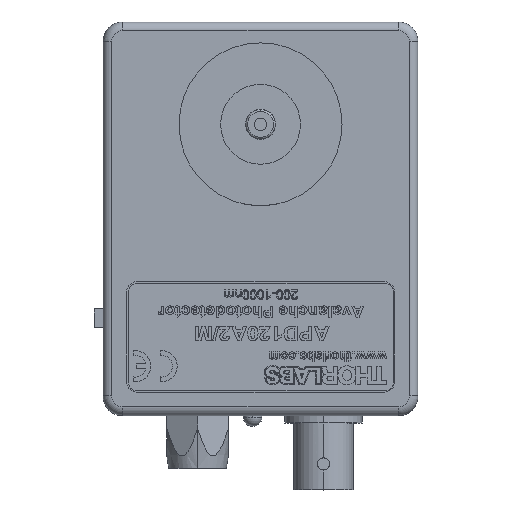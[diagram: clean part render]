
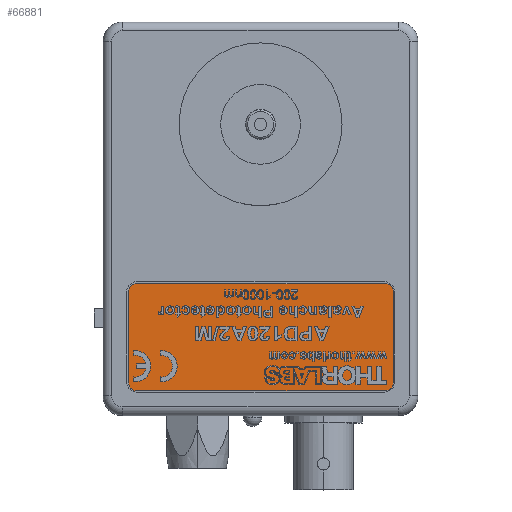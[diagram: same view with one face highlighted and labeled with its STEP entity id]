
A CAD part, top view. The second image highlights one B-rep face of the part: STEP entity #66881.
In plain terms, the highlighted face is planar.
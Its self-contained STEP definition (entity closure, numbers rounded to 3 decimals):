
#12978 = LINE ( 'NONE', #56112, #13006 ) ;
#13006 = VECTOR ( 'NONE', #56136, 1000. ) ;
#13017 = LINE ( 'NONE', #56145, #13023 ) ;
#13023 = VECTOR ( 'NONE', #56146, 1000. ) ;
#13033 = LINE ( 'NONE', #56152, #13037 ) ;
#13037 = VECTOR ( 'NONE', #56153, 1000. ) ;
#13046 = LINE ( 'NONE', #56159, #13050 ) ;
#13050 = VECTOR ( 'NONE', #56160, 1000. ) ;
#13053 = CIRCLE ( 'NONE', #84433, 1.27 ) ;
#13057 = CIRCLE ( 'NONE', #84434, 1.27 ) ;
#13058 = CIRCLE ( 'NONE', #84435, 1.27 ) ;
#13059 = CIRCLE ( 'NONE', #84436, 1.27 ) ;
#22101 = AXIS2_PLACEMENT_3D ( 'NONE', #31938, #31950, #31952 ) ;
#28200 = EDGE_LOOP ( 'NONE', ( #71702, #71703, #71704, #71705, #71706, #71707, #71708, #71709 ) ) ;
#31938 = CARTESIAN_POINT ( 'NONE',  ( 0., 0.25, -17.272 ) ) ;
#31947 = PLANE ( 'NONE',  #22101 ) ;
#31950 = DIRECTION ( 'NONE',  ( 0., -1., 0. ) ) ;
#31952 = DIRECTION ( 'NONE',  ( 0., 0., -1. ) ) ;
#39994 = CARTESIAN_POINT ( 'NONE',  ( 0., 0.25, -1.27 ) ) ;
#39999 = CARTESIAN_POINT ( 'NONE',  ( 0., 0.25, -16.002 ) ) ;
#40015 = CARTESIAN_POINT ( 'NONE',  ( 1.27, 0.25, 0. ) ) ;
#40018 = CARTESIAN_POINT ( 'NONE',  ( 41.402, 0.25, 0. ) ) ;
#40027 = CARTESIAN_POINT ( 'NONE',  ( 42.672, 0.25, -1.27 ) ) ;
#40030 = CARTESIAN_POINT ( 'NONE',  ( 42.672, 0.25, -16.002 ) ) ;
#40037 = CARTESIAN_POINT ( 'NONE',  ( 41.402, 0.25, -17.272 ) ) ;
#40040 = CARTESIAN_POINT ( 'NONE',  ( 1.27, 0.25, -17.272 ) ) ;
#47763 = EDGE_CURVE ( 'NONE', #77250, #77248, #12978, .T. ) ;
#47768 = EDGE_CURVE ( 'NONE', #77256, #77257, #13017, .T. ) ;
#47772 = EDGE_CURVE ( 'NONE', #77260, #77261, #13033, .T. ) ;
#47776 = EDGE_CURVE ( 'NONE', #77264, #77265, #13046, .T. ) ;
#47778 = EDGE_CURVE ( 'NONE', #77265, #77250, #13053, .T. ) ;
#47779 = EDGE_CURVE ( 'NONE', #77248, #77256, #13057, .T. ) ;
#47780 = EDGE_CURVE ( 'NONE', #77257, #77260, #13058, .T. ) ;
#47781 = EDGE_CURVE ( 'NONE', #77261, #77264, #13059, .T. ) ;
#56112 = CARTESIAN_POINT ( 'NONE',  ( 0., 0.25, 0. ) ) ;
#56136 = DIRECTION ( 'NONE',  ( 0., 0., 1. ) ) ;
#56145 = CARTESIAN_POINT ( 'NONE',  ( 0., 0.25, 0. ) ) ;
#56146 = DIRECTION ( 'NONE',  ( 1., 0., 0. ) ) ;
#56152 = CARTESIAN_POINT ( 'NONE',  ( 42.672, 0.25, 0. ) ) ;
#56153 = DIRECTION ( 'NONE',  ( 0., 0., -1. ) ) ;
#56159 = CARTESIAN_POINT ( 'NONE',  ( 0., 0.25, -17.272 ) ) ;
#56160 = DIRECTION ( 'NONE',  ( -1., 0., 0. ) ) ;
#56163 = CARTESIAN_POINT ( 'NONE',  ( 1.27, 0.25, -16.002 ) ) ;
#56164 = DIRECTION ( 'NONE',  ( 0., 1., 0. ) ) ;
#56165 = DIRECTION ( 'NONE',  ( 0., 0., -1. ) ) ;
#56166 = CARTESIAN_POINT ( 'NONE',  ( 1.27, 0.25, -1.27 ) ) ;
#56167 = DIRECTION ( 'NONE',  ( 0., 1., 0. ) ) ;
#56168 = DIRECTION ( 'NONE',  ( 0., 0., -1. ) ) ;
#56169 = CARTESIAN_POINT ( 'NONE',  ( 41.402, 0.25, -1.27 ) ) ;
#56170 = DIRECTION ( 'NONE',  ( 0., 1., 0. ) ) ;
#56171 = DIRECTION ( 'NONE',  ( 0., 0., -1. ) ) ;
#56172 = CARTESIAN_POINT ( 'NONE',  ( 41.402, 0.25, -16.002 ) ) ;
#56173 = DIRECTION ( 'NONE',  ( 0., 1., 0. ) ) ;
#56174 = DIRECTION ( 'NONE',  ( 0., 0., -1. ) ) ;
#66881 = ADVANCED_FACE ( 'NONE', ( #76596 ), #31947, .F. ) ;
#71702 = ORIENTED_EDGE ( 'NONE', *, *, #47776, .T. ) ;
#71703 = ORIENTED_EDGE ( 'NONE', *, *, #47778, .T. ) ;
#71704 = ORIENTED_EDGE ( 'NONE', *, *, #47763, .T. ) ;
#71705 = ORIENTED_EDGE ( 'NONE', *, *, #47779, .T. ) ;
#71706 = ORIENTED_EDGE ( 'NONE', *, *, #47768, .T. ) ;
#71707 = ORIENTED_EDGE ( 'NONE', *, *, #47780, .T. ) ;
#71708 = ORIENTED_EDGE ( 'NONE', *, *, #47772, .T. ) ;
#71709 = ORIENTED_EDGE ( 'NONE', *, *, #47781, .T. ) ;
#76596 = FACE_OUTER_BOUND ( 'NONE', #28200, .T. ) ;
#77248 = VERTEX_POINT ( 'NONE', #39994 ) ;
#77250 = VERTEX_POINT ( 'NONE', #39999 ) ;
#77256 = VERTEX_POINT ( 'NONE', #40015 ) ;
#77257 = VERTEX_POINT ( 'NONE', #40018 ) ;
#77260 = VERTEX_POINT ( 'NONE', #40027 ) ;
#77261 = VERTEX_POINT ( 'NONE', #40030 ) ;
#77264 = VERTEX_POINT ( 'NONE', #40037 ) ;
#77265 = VERTEX_POINT ( 'NONE', #40040 ) ;
#84433 = AXIS2_PLACEMENT_3D ( 'NONE', #56163, #56164, #56165 ) ;
#84434 = AXIS2_PLACEMENT_3D ( 'NONE', #56166, #56167, #56168 ) ;
#84435 = AXIS2_PLACEMENT_3D ( 'NONE', #56169, #56170, #56171 ) ;
#84436 = AXIS2_PLACEMENT_3D ( 'NONE', #56172, #56173, #56174 ) ;
